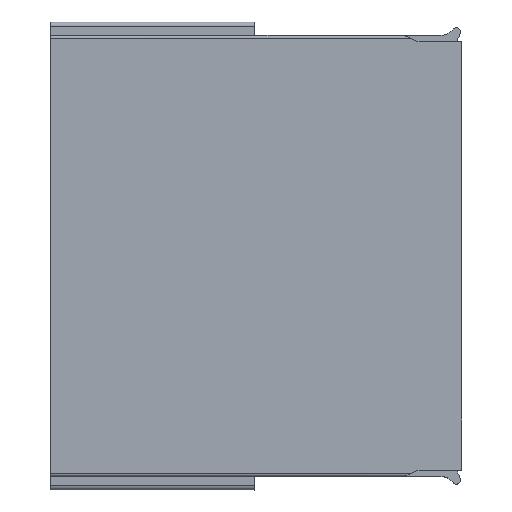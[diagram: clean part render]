
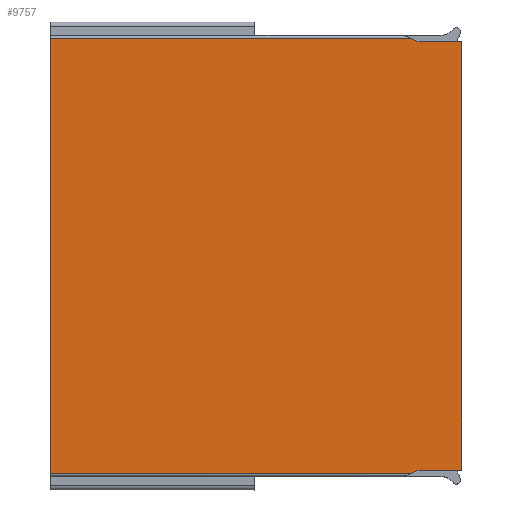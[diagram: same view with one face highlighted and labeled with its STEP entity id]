
A CAD part, top view. The second image highlights one B-rep face of the part: STEP entity #9757.
In plain terms, the highlighted planar face has unit normal (0, 0, 1).
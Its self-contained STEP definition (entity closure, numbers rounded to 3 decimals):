
#847=DIRECTION('',(0.,1.,0.));
#848=VECTOR('',#847,30.48);
#849=CARTESIAN_POINT('',(14.625,1.4,7.145));
#850=LINE('',#849,#848);
#3009=DIRECTION('',(-0.907,0.421,0.));
#3010=VECTOR('',#3009,0.598);
#3011=CARTESIAN_POINT('',(11.525,31.88,7.145));
#3012=LINE('',#3011,#3010);
#3013=DIRECTION('',(-1.,0.,0.));
#3014=VECTOR('',#3013,3.1);
#3015=CARTESIAN_POINT('',(14.625,31.88,7.145));
#3016=LINE('',#3015,#3014);
#3017=DIRECTION('',(-1.,0.,0.));
#3018=VECTOR('',#3017,3.1);
#3019=CARTESIAN_POINT('',(14.625,1.4,7.145));
#3020=LINE('',#3019,#3018);
#3021=DIRECTION('',(-0.907,-0.421,0.));
#3022=VECTOR('',#3021,0.598);
#3023=CARTESIAN_POINT('',(11.525,1.4,7.145));
#3024=LINE('',#3023,#3022);
#3025=DIRECTION('',(1.,0.,0.));
#3026=VECTOR('',#3025,25.608);
#3027=CARTESIAN_POINT('',(-14.625,1.149,7.145));
#3028=LINE('',#3027,#3026);
#3029=DIRECTION('',(0.,1.,0.));
#3030=VECTOR('',#3029,30.983);
#3031=CARTESIAN_POINT('',(-14.625,1.149,7.145));
#3032=LINE('',#3031,#3030);
#3033=DIRECTION('',(1.,0.,0.));
#3034=VECTOR('',#3033,25.608);
#3035=CARTESIAN_POINT('',(-14.625,32.131,7.145));
#3036=LINE('',#3035,#3034);
#4813=CARTESIAN_POINT('',(14.625,1.4,7.145));
#4814=CARTESIAN_POINT('',(11.525,1.4,7.145));
#4815=VERTEX_POINT('',#4813);
#4816=VERTEX_POINT('',#4814);
#4875=CARTESIAN_POINT('',(10.983,1.149,7.145));
#4876=VERTEX_POINT('',#4875);
#4877=CARTESIAN_POINT('',(-14.625,1.149,7.145));
#4878=VERTEX_POINT('',#4877);
#4900=CARTESIAN_POINT('',(-14.625,32.131,7.145));
#4901=VERTEX_POINT('',#4900);
#5038=CARTESIAN_POINT('',(11.525,31.88,7.145));
#5040=VERTEX_POINT('',#5038);
#5100=CARTESIAN_POINT('',(10.983,32.131,7.145));
#5101=VERTEX_POINT('',#5100);
#5102=CARTESIAN_POINT('',(14.625,31.88,7.145));
#5103=VERTEX_POINT('',#5102);
#9738=CARTESIAN_POINT('',(-14.625,0.,7.145));
#9739=DIRECTION('',(0.,0.,1.));
#9740=DIRECTION('',(1.,0.,0.));
#9741=AXIS2_PLACEMENT_3D('',#9738,#9739,#9740);
#9742=PLANE('',#9741);
#9743=ORIENTED_EDGE('',*,*,#8670,.F.);
#9744=ORIENTED_EDGE('',*,*,#9733,.F.);
#9745=ORIENTED_EDGE('',*,*,#6266,.F.);
#9747=ORIENTED_EDGE('',*,*,#9746,.T.);
#9749=ORIENTED_EDGE('',*,*,#9748,.T.);
#9751=ORIENTED_EDGE('',*,*,#9750,.F.);
#9752=ORIENTED_EDGE('',*,*,#8617,.T.);
#9754=ORIENTED_EDGE('',*,*,#9753,.T.);
#9755=EDGE_LOOP('',(#9743,#9744,#9745,#9747,#9749,#9751,#9752,#9754));
#9756=FACE_OUTER_BOUND('',#9755,.F.);
#9757=ADVANCED_FACE('',(#9756),#9742,.T.);
#6266=EDGE_CURVE('',#4815,#5103,#850,.T.);
#8617=EDGE_CURVE('',#4878,#4901,#3032,.T.);
#8670=EDGE_CURVE('',#5040,#5101,#3012,.T.);
#9733=EDGE_CURVE('',#5103,#5040,#3016,.T.);
#9746=EDGE_CURVE('',#4815,#4816,#3020,.T.);
#9748=EDGE_CURVE('',#4816,#4876,#3024,.T.);
#9750=EDGE_CURVE('',#4878,#4876,#3028,.T.);
#9753=EDGE_CURVE('',#4901,#5101,#3036,.T.);
